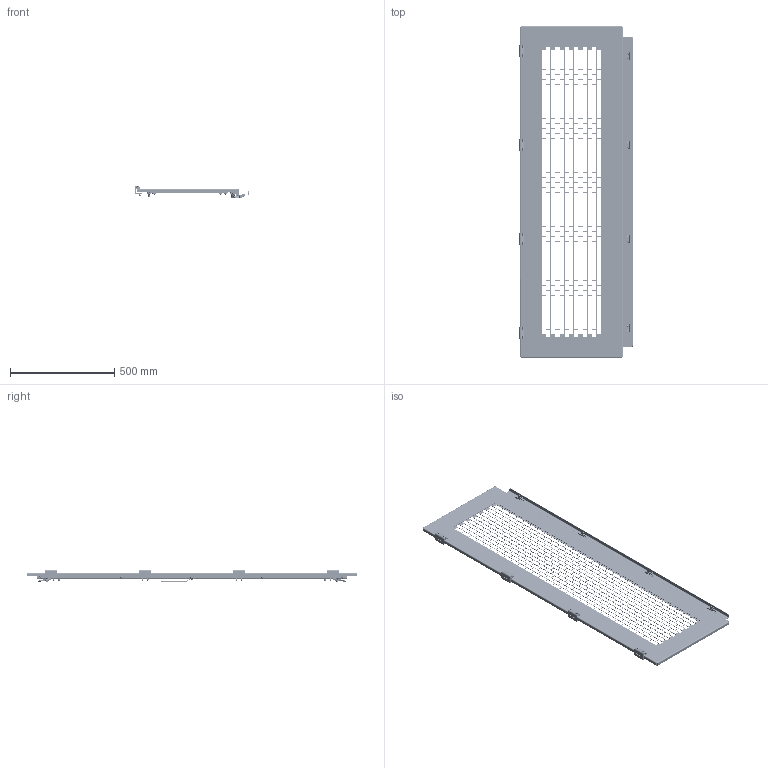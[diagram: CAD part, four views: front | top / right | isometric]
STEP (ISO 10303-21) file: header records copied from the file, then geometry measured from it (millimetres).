
FILE_DESCRIPTION (( 'STEP AP214' ), '1' );
FILE_NAME ('626.516.STEP', '2024-09-19T06:40:12', ( '' ), ( '' ), 'SwSTEP 2.0', 'SolidWorks 2021', '' );
FILE_SCHEMA (( 'AUTOMOTIVE_DESIGN' ));
Length unit declared in the file: millimetre
Products named in the file (28): CL213-3.; ﾇ璋襃; ﾇ瑟鶴 TS-002; Äâåðíîå ïîëîòíî äîï. ñò. ÌÊ-20 W500H1600; 嵑謺麃 CL213-3.2; ﾇ瑟鶴 TS-002 H1600; Óãîëîê äâåðíîé; Øïèëüêà ïðèâàðíàÿ Ì8õ16; Òÿãà TS-002 H1600; Âèíò Ì5õ10 ìåáåëüíûé; 嵑謺麃 1; Äâåðíîé ïðîôèëü ïð. ÌÊ 20 W500; Ãàéêà Ì6 äëÿ øïèëüêè; Ãàéêà êîëïà÷êîâàÿ M5 DIN 1587; 嵑謺麃 2; ﾇ璋襃 TS-002; Ïðîêëàäêà W500H1600; Äâåðíîé ïðîôèëü ïð. ÌÊ 20 Í1600; 鎗鵻罻; Ãàéêà DIN934- Ì8-Zn; 626.516; Âèíò Ì5õ10 ñ ïîëóêð. ãîëîâêîé; 项蜞轫铋 忤眚 DIN 7991 󊬱6; Ãàñêåòèíã äîï. äâåðè W500H1600; ﾇ璋襃 TS-002-2; Øïèëüêà ïðèâàðíàÿ Ì6õ35; Øïèëüêà ïðèâàðíàÿ Ì6õ25; ﾏ褞 W500H1600
Assembly tree (90 placements, depth 4):
  626.516
    Äâåðíîå ïîëîòíî äîï. ñò. ÌÊ-20 W500H1600
    Ãàñêåòèíã äîï. äâåðè W500H1600
    Äâåðíîé ïðîôèëü ïð. ÌÊ 20 W500  x2
    Äâåðíîé ïðîôèëü ïð. ÌÊ 20 Í1600  x2
    ﾇ瑟鶴 TS-002 H1600
      Òÿãà TS-002 H1600  x2
      ﾇ瑟鶴 TS-002
      ﾇ璋襃 TS-002
      ﾇ璋襃 TS-002-2
      Âèíò Ì5õ10 ñ ïîëóêð. ãîëîâêîé  x2
    ﾏ褞 W500H1600
    Ïðîêëàäêà W500H1600
    ﾇ璋襃  x4
    Âèíò Ì5õ10 ìåáåëüíûé  x8
    Ãàéêà êîëïà÷êîâàÿ M5 DIN 1587  x8
    Øïèëüêà ïðèâàðíàÿ Ì6õ25  x16
    Øïèëüêà ïðèâàðíàÿ Ì6õ35  x2
    Øïèëüêà ïðèâàðíàÿ Ì8õ16  x2
    Ãàéêà Ì6 äëÿ øïèëüêè  x16
    Ãàéêà DIN934- Ì8-Zn  x2
    Óãîëîê äâåðíîé  x4
    CL213-3.  x4
      嵑謺麃 CL213-3.2
        鎗鵻罻
        嵑謺麃 1
        嵑謺麃 2
      项蜞轫铋 忤眚 DIN 7991 󊬱6
      Âèíò Ì5õ10 ìåáåëüíûé
Bounding box: 544.4 x 1590 x 60.3 mm (x, y, z)
Volume: 2287416.1 mm3; surface area: 2513931.7 mm2
Topology: 110 solids, 110 shells, 7011 faces, 18917 edges, 12109 vertices
Faces by surface type: plane 3712, cylinder 2387, cone 540, bspline 246, torus 102, sphere 24
Entity records: 124961 total; most frequent: CARTESIAN_POINT 30354, ORIENTED_EDGE 18796, DIRECTION 17390, EDGE_CURVE 9398, LINE 7110, VECTOR 7110, VERTEX_POINT 6103, AXIS2_PLACEMENT_3D 5140
